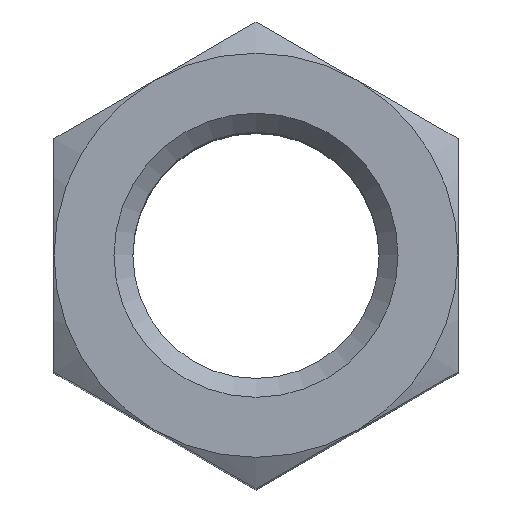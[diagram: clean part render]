
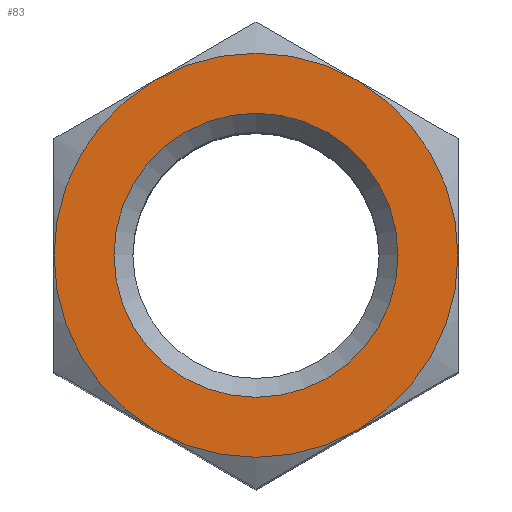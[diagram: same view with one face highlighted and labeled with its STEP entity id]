
A CAD part, top view. The second image highlights one B-rep face of the part: STEP entity #83.
In plain terms, the highlighted planar face has unit normal (0, 0, 1).
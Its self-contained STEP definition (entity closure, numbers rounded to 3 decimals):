
#83 = ADVANCED_FACE( '', ( #220, #221 ), #222, .F. );
#220 = FACE_BOUND( '', #571, .T. );
#221 = FACE_OUTER_BOUND( '', #572, .T. );
#222 = PLANE( '', #573 );
#571 = EDGE_LOOP( '', ( #955 ) );
#572 = EDGE_LOOP( '', ( #956, #957, #958, #959, #960, #961 ) );
#573 = AXIS2_PLACEMENT_3D( '', #962, #963, #964 );
#955 = ORIENTED_EDGE( '', *, *, #1565, .T. );
#956 = ORIENTED_EDGE( '', *, *, #1568, .F. );
#957 = ORIENTED_EDGE( '', *, *, #1587, .F. );
#958 = ORIENTED_EDGE( '', *, *, #1588, .F. );
#959 = ORIENTED_EDGE( '', *, *, #1589, .F. );
#960 = ORIENTED_EDGE( '', *, *, #1590, .F. );
#961 = ORIENTED_EDGE( '', *, *, #1591, .F. );
#962 = CARTESIAN_POINT( '', ( -16., -9.238, 66. ) );
#963 = DIRECTION( '', ( 0., 0., -1. ) );
#964 = DIRECTION( '', ( -1., 0., 0. ) );
#1565 = EDGE_CURVE( '', #1714, #1714, #1715, .T. );
#1568 = EDGE_CURVE( '', #1719, #1717, #1721, .T. );
#1587 = EDGE_CURVE( '', #1754, #1719, #1755, .T. );
#1588 = EDGE_CURVE( '', #1756, #1754, #1757, .T. );
#1589 = EDGE_CURVE( '', #1758, #1756, #1759, .T. );
#1590 = EDGE_CURVE( '', #1760, #1758, #1761, .T. );
#1591 = EDGE_CURVE( '', #1717, #1760, #1762, .T. );
#1714 = VERTEX_POINT( '', #1988 );
#1715 = CIRCLE( '', #1989, 11.25 );
#1717 = VERTEX_POINT( '', #1991 );
#1719 = VERTEX_POINT( '', #1998 );
#1721 = CIRCLE( '', #2007, 16. );
#1754 = VERTEX_POINT( '', #2079 );
#1755 = CIRCLE( '', #2080, 16. );
#1756 = VERTEX_POINT( '', #2081 );
#1757 = CIRCLE( '', #2082, 16. );
#1758 = VERTEX_POINT( '', #2083 );
#1759 = CIRCLE( '', #2084, 16. );
#1760 = VERTEX_POINT( '', #2085 );
#1761 = CIRCLE( '', #2086, 16. );
#1762 = CIRCLE( '', #2087, 16. );
#1988 = CARTESIAN_POINT( '', ( -11.25, 0., 66. ) );
#1989 = AXIS2_PLACEMENT_3D( '', #2423, #2424, #2425 );
#1991 = CARTESIAN_POINT( '', ( 8., 13.856, 66. ) );
#1998 = CARTESIAN_POINT( '', ( -8., 13.856, 66. ) );
#2007 = AXIS2_PLACEMENT_3D( '', #2426, #2427, #2428 );
#2079 = CARTESIAN_POINT( '', ( -16., 0., 66. ) );
#2080 = AXIS2_PLACEMENT_3D( '', #2459, #2460, #2461 );
#2081 = CARTESIAN_POINT( '', ( -8., -13.856, 66. ) );
#2082 = AXIS2_PLACEMENT_3D( '', #2462, #2463, #2464 );
#2083 = CARTESIAN_POINT( '', ( 8., -13.856, 66. ) );
#2084 = AXIS2_PLACEMENT_3D( '', #2465, #2466, #2467 );
#2085 = CARTESIAN_POINT( '', ( 16., 0., 66. ) );
#2086 = AXIS2_PLACEMENT_3D( '', #2468, #2469, #2470 );
#2087 = AXIS2_PLACEMENT_3D( '', #2471, #2472, #2473 );
#2423 = CARTESIAN_POINT( '', ( 0., 0., 66. ) );
#2424 = DIRECTION( '', ( 0., 0., -1. ) );
#2425 = DIRECTION( '', ( -1., 0., 0. ) );
#2426 = CARTESIAN_POINT( '', ( 0., 0., 66. ) );
#2427 = DIRECTION( '', ( 0., 0., -1. ) );
#2428 = DIRECTION( '', ( -1., 0., 0. ) );
#2459 = CARTESIAN_POINT( '', ( 0., 0., 66. ) );
#2460 = DIRECTION( '', ( 0., 0., -1. ) );
#2461 = DIRECTION( '', ( -1., 0., 0. ) );
#2462 = CARTESIAN_POINT( '', ( 0., 0., 66. ) );
#2463 = DIRECTION( '', ( 0., 0., -1. ) );
#2464 = DIRECTION( '', ( -1., 0., 0. ) );
#2465 = CARTESIAN_POINT( '', ( 0., 0., 66. ) );
#2466 = DIRECTION( '', ( 0., 0., -1. ) );
#2467 = DIRECTION( '', ( -1., 0., 0. ) );
#2468 = CARTESIAN_POINT( '', ( 0., 0., 66. ) );
#2469 = DIRECTION( '', ( 0., 0., -1. ) );
#2470 = DIRECTION( '', ( -1., 0., 0. ) );
#2471 = CARTESIAN_POINT( '', ( 0., 0., 66. ) );
#2472 = DIRECTION( '', ( 0., 0., -1. ) );
#2473 = DIRECTION( '', ( -1., 0., 0. ) );
